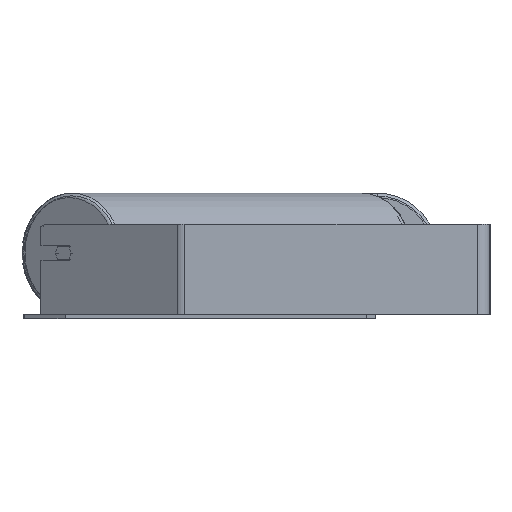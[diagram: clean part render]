
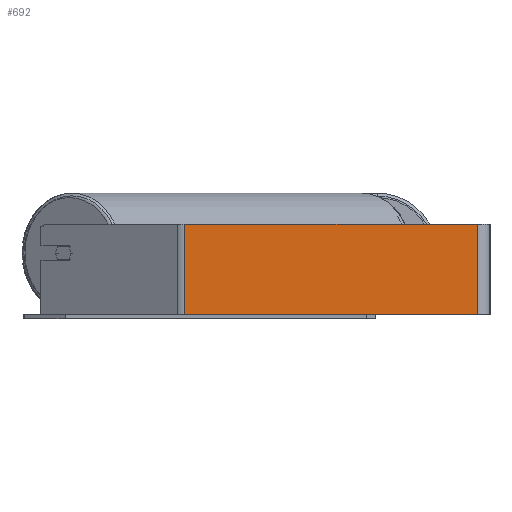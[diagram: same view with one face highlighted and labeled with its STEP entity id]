
A CAD part, left-side view. The second image highlights one B-rep face of the part: STEP entity #692.
In plain terms, the highlighted planar face has unit normal (-1, 0, 0).
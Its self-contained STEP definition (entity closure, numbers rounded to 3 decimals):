
#217 = LINE ( 'NONE', #3090, #3094 ) ;
#312 = ORIENTED_EDGE ( 'NONE', *, *, #5072, .F. ) ;
#320 = DIRECTION ( 'NONE',  ( 0., -1., 0. ) ) ;
#332 = ORIENTED_EDGE ( 'NONE', *, *, #4746, .F. ) ;
#363 = DIRECTION ( 'NONE',  ( 0., -1., 0. ) ) ;
#433 = LINE ( 'NONE', #8450, #8480 ) ;
#436 = VERTEX_POINT ( 'NONE', #6439 ) ;
#475 = LINE ( 'NONE', #1356, #680 ) ;
#672 = CARTESIAN_POINT ( 'NONE',  ( -900., 14., -50. ) ) ;
#680 = VECTOR ( 'NONE', #6922, 1000. ) ;
#692 = ADVANCED_FACE ( 'NONE', ( #6125 ), #9206, .F. ) ;
#739 = ORIENTED_EDGE ( 'NONE', *, *, #1577, .T. ) ;
#757 = EDGE_CURVE ( 'NONE', #7040, #7293, #433, .T. ) ;
#1111 = DIRECTION ( 'NONE',  ( 1., 0., 0. ) ) ;
#1158 = DIRECTION ( 'NONE',  ( 0., 0., -1. ) ) ;
#1356 = CARTESIAN_POINT ( 'NONE',  ( -900., 14., 50. ) ) ;
#1577 = EDGE_CURVE ( 'NONE', #7293, #7617, #1954, .T. ) ;
#1954 = LINE ( 'NONE', #4736, #8784 ) ;
#3090 = CARTESIAN_POINT ( 'NONE',  ( -900., 343.121, 50. ) ) ;
#3094 = VECTOR ( 'NONE', #363, 1000. ) ;
#3388 = CARTESIAN_POINT ( 'NONE',  ( -900., 343.121, 50. ) ) ;
#3508 = AXIS2_PLACEMENT_3D ( 'NONE', #3388, #1111, #6985 ) ;
#4736 = CARTESIAN_POINT ( 'NONE',  ( -900., 343.121, -50. ) ) ;
#4746 = EDGE_CURVE ( 'NONE', #436, #7617, #475, .T. ) ;
#5072 = EDGE_CURVE ( 'NONE', #7040, #436, #217, .T. ) ;
#5411 = CARTESIAN_POINT ( 'NONE',  ( -900., 338.706, 50. ) ) ;
#6125 = FACE_OUTER_BOUND ( 'NONE', #7058, .T. ) ;
#6439 = CARTESIAN_POINT ( 'NONE',  ( -900., 14., 50. ) ) ;
#6922 = DIRECTION ( 'NONE',  ( 0., 0., -1. ) ) ;
#6985 = DIRECTION ( 'NONE',  ( 0., 0., -1. ) ) ;
#7040 = VERTEX_POINT ( 'NONE', #5411 ) ;
#7058 = EDGE_LOOP ( 'NONE', ( #739, #332, #312, #7409 ) ) ;
#7293 = VERTEX_POINT ( 'NONE', #8094 ) ;
#7409 = ORIENTED_EDGE ( 'NONE', *, *, #757, .T. ) ;
#7617 = VERTEX_POINT ( 'NONE', #672 ) ;
#8094 = CARTESIAN_POINT ( 'NONE',  ( -900., 338.706, -50. ) ) ;
#8450 = CARTESIAN_POINT ( 'NONE',  ( -900., 338.706, 50. ) ) ;
#8480 = VECTOR ( 'NONE', #1158, 1000. ) ;
#8784 = VECTOR ( 'NONE', #320, 1000. ) ;
#9206 = PLANE ( 'NONE',  #3508 ) ;
